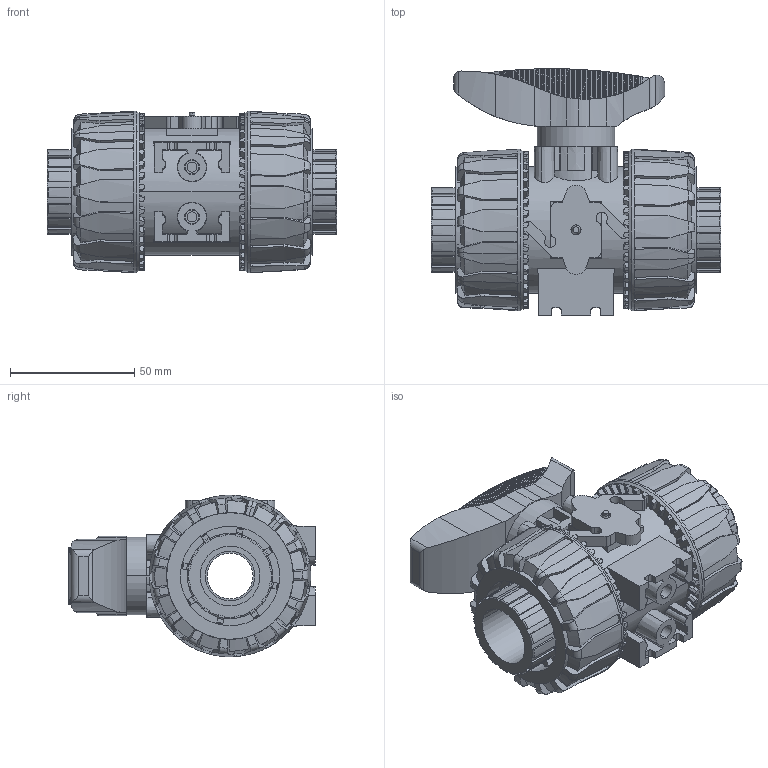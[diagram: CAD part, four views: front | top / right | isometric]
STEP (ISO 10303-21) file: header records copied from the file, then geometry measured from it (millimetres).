
FILE_DESCRIPTION(('STEP AP214'),'1');
FILE_NAME('vkdfm034e.stp','2018-02-01T13:41:08',('TraceParts'),('TraceParts S.A.'),'Spatial InterOp 3D',' ',' ');
FILE_SCHEMA(('automotive_design'));
Length unit declared in the file: millimetre
Products named in the file (7): vkdfm034e_1; vkdfm034e_2; vkdfm034e_3; vkdfm034e_4; vkdfm034e_5; vkdfm034e_6; vkdfm034e_7
Bounding box: 116.6 x 99.23 x 65 mm (x, y, z)
Volume: 294093.5 mm3; surface area: 81382.2 mm2
Topology: 7 solids, 7 shells, 1987 faces, 5590 edges, 3648 vertices
Faces by surface type: plane 1050, cylinder 467, cone 378, torus 86, bspline 6
Entity records: 86041 total; most frequent: CARTESIAN_POINT 18989, ORIENTED_EDGE 11180, DIRECTION 10750, EDGE_CURVE 5590, AXIS2_PLACEMENT_3D 4310, VERTEX_POINT 3648, LINE 2130, VECTOR 2130
